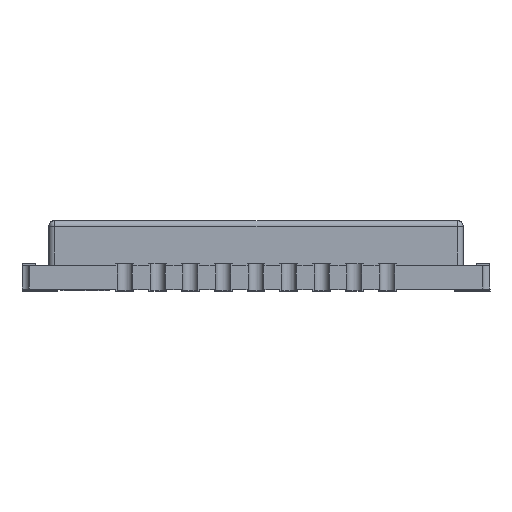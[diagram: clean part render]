
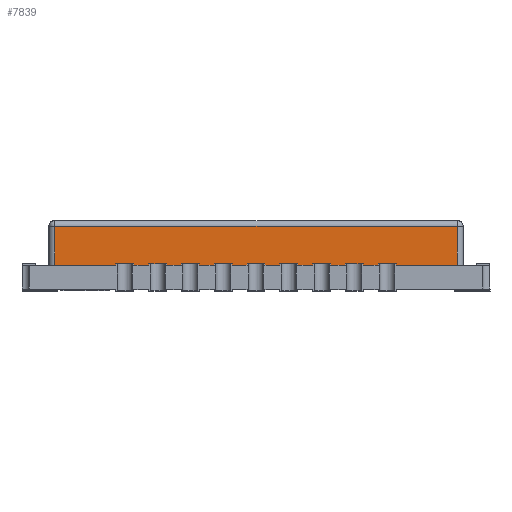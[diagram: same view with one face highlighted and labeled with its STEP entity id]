
A CAD part, top view. The second image highlights one B-rep face of the part: STEP entity #7839.
In plain terms, the highlighted planar face has unit normal (0, 0, 1).
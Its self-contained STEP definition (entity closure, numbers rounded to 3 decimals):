
#1716 = ORIENTED_EDGE ( 'NONE', *, *, #5829, .T. ) ;
#2009 = CARTESIAN_POINT ( 'NONE',  ( -6.95, 2.3, 7.9 ) ) ;
#2197 = DIRECTION ( 'NONE',  ( 0., -1., 0. ) ) ;
#2329 = CARTESIAN_POINT ( 'NONE',  ( -6.95, 0.8, 7.9 ) ) ;
#3251 = VERTEX_POINT ( 'NONE', #18645 ) ;
#4349 = CARTESIAN_POINT ( 'NONE',  ( -6.75, 2.1, 7.9 ) ) ;
#4403 = LINE ( 'NONE', #2329, #7469 ) ;
#4785 = VERTEX_POINT ( 'NONE', #5064 ) ;
#5064 = CARTESIAN_POINT ( 'NONE',  ( 6.75, 0.8, 7.9 ) ) ;
#5745 = CARTESIAN_POINT ( 'NONE',  ( 6.75, 2.3, 7.9 ) ) ;
#5829 = EDGE_CURVE ( 'NONE', #18230, #21147, #9351, .T. ) ;
#6499 = CARTESIAN_POINT ( 'NONE',  ( 6.75, 2.1, 7.9 ) ) ;
#7469 = VECTOR ( 'NONE', #18054, 1000. ) ;
#7839 = ADVANCED_FACE ( 'NONE', ( #9309 ), #12472, .F. ) ;
#8002 = EDGE_CURVE ( 'NONE', #21147, #3251, #16133, .T. ) ;
#9309 = FACE_OUTER_BOUND ( 'NONE', #19356, .T. ) ;
#9351 = LINE ( 'NONE', #16337, #16262 ) ;
#9532 = DIRECTION ( 'NONE',  ( 0., 0., -1. ) ) ;
#10737 = CARTESIAN_POINT ( 'NONE',  ( -6.75, 2.3, 7.9 ) ) ;
#11559 = ORIENTED_EDGE ( 'NONE', *, *, #8002, .T. ) ;
#11629 = EDGE_CURVE ( 'NONE', #4785, #18230, #18052, .T. ) ;
#11669 = AXIS2_PLACEMENT_3D ( 'NONE', #2009, #9532, #18401 ) ;
#12472 = PLANE ( 'NONE',  #11669 ) ;
#12484 = EDGE_CURVE ( 'NONE', #3251, #4785, #4403, .T. ) ;
#12875 = DIRECTION ( 'NONE',  ( 0., 1., 0. ) ) ;
#16133 = LINE ( 'NONE', #10737, #21366 ) ;
#16262 = VECTOR ( 'NONE', #18456, 1000. ) ;
#16337 = CARTESIAN_POINT ( 'NONE',  ( -6.95, 2.1, 7.9 ) ) ;
#17402 = ORIENTED_EDGE ( 'NONE', *, *, #12484, .T. ) ;
#18052 = LINE ( 'NONE', #5745, #19806 ) ;
#18054 = DIRECTION ( 'NONE',  ( 1., 0., 0. ) ) ;
#18230 = VERTEX_POINT ( 'NONE', #6499 ) ;
#18401 = DIRECTION ( 'NONE',  ( -1., 0., 0. ) ) ;
#18456 = DIRECTION ( 'NONE',  ( -1., 0., 0. ) ) ;
#18645 = CARTESIAN_POINT ( 'NONE',  ( -6.75, 0.8, 7.9 ) ) ;
#19356 = EDGE_LOOP ( 'NONE', ( #17402, #20704, #1716, #11559 ) ) ;
#19806 = VECTOR ( 'NONE', #12875, 1000. ) ;
#20704 = ORIENTED_EDGE ( 'NONE', *, *, #11629, .T. ) ;
#21147 = VERTEX_POINT ( 'NONE', #4349 ) ;
#21366 = VECTOR ( 'NONE', #2197, 1000. ) ;
